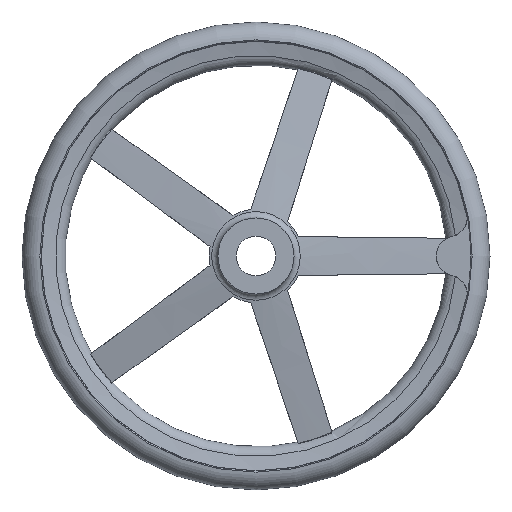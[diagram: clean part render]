
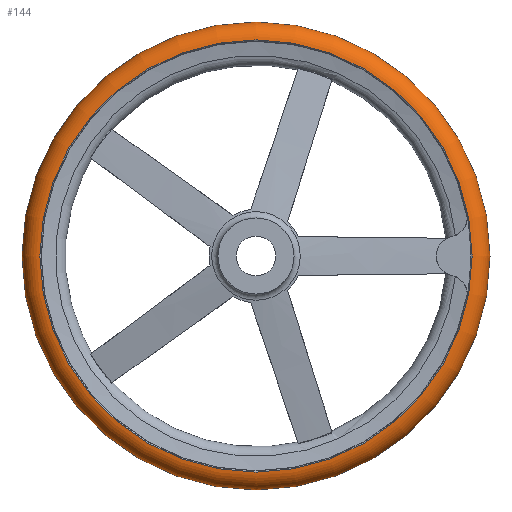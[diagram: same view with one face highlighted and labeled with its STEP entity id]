
A CAD part, front view. The second image highlights one B-rep face of the part: STEP entity #144.
In plain terms, the highlighted toroidal (fillet/blend) face has major radius 184 mm and minor radius 16 mm.
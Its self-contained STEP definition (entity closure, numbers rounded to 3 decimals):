
#144 = ADVANCED_FACE( '', ( #314, #315, #316 ), #317, .T. );
#314 = FACE_BOUND( '', #498, .T. );
#315 = FACE_OUTER_BOUND( '', #499, .T. );
#316 = FACE_OUTER_BOUND( '', #500, .T. );
#317 = TOROIDAL_SURFACE( '', #501, 184., 16. );
#498 = VERTEX_LOOP( '', #862 );
#499 = EDGE_LOOP( '', ( #863 ) );
#500 = EDGE_LOOP( '', ( #864 ) );
#501 = AXIS2_PLACEMENT_3D( '', #865, #866, #867 );
#862 = VERTEX_POINT( '', #1198 );
#863 = ORIENTED_EDGE( '', *, *, #1140, .T. );
#864 = ORIENTED_EDGE( '', *, *, #1087, .F. );
#865 = CARTESIAN_POINT( '', ( 0., 47., 0. ) );
#866 = DIRECTION( '', ( 0., -1., 0. ) );
#867 = DIRECTION( '', ( 0., 0., -1. ) );
#1087 = EDGE_CURVE( '', #1310, #1310, #1311, .T. );
#1140 = EDGE_CURVE( '', #1399, #1399, #1400, .T. );
#1198 = CARTESIAN_POINT( '', ( 0., 47., -200. ) );
#1310 = VERTEX_POINT( '', #1744 );
#1311 = CIRCLE( '', #1745, 184.667 );
#1399 = VERTEX_POINT( '', #1969 );
#1400 = CIRCLE( '', #1970, 184.667 );
#1744 = CARTESIAN_POINT( '', ( 0., 31.014, -184.667 ) );
#1745 = AXIS2_PLACEMENT_3D( '', #2539, #2540, #2541 );
#1969 = CARTESIAN_POINT( '', ( 0., 62.986, -184.667 ) );
#1970 = AXIS2_PLACEMENT_3D( '', #2591, #2592, #2593 );
#2539 = CARTESIAN_POINT( '', ( 0., 31.014, 0. ) );
#2540 = DIRECTION( '', ( 0., -1., 0. ) );
#2541 = DIRECTION( '', ( 0., 0., -1. ) );
#2591 = CARTESIAN_POINT( '', ( 0., 62.986, 0. ) );
#2592 = DIRECTION( '', ( 0., -1., 0. ) );
#2593 = DIRECTION( '', ( 0., 0., -1. ) );
